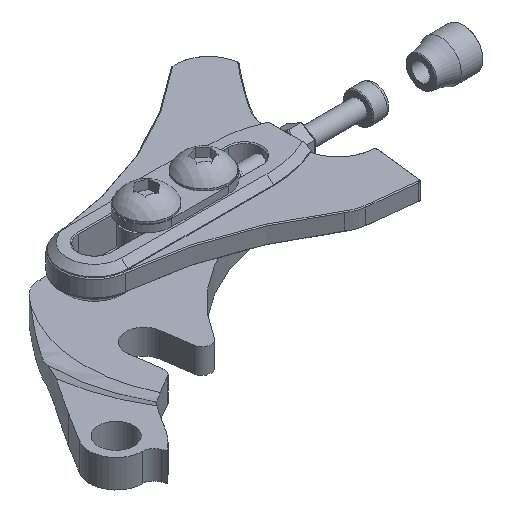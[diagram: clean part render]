
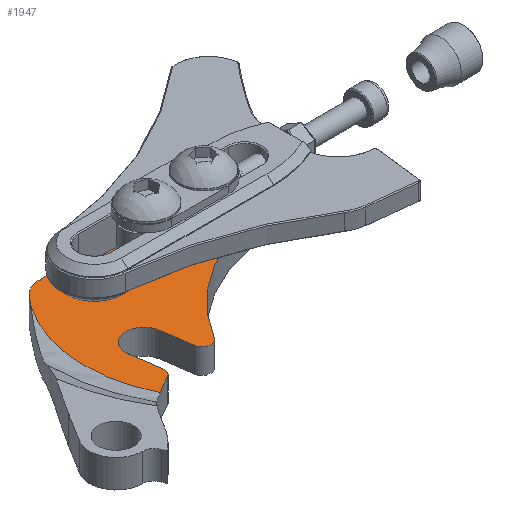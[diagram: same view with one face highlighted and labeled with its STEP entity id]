
A CAD part, isometric view. The second image highlights one B-rep face of the part: STEP entity #1947.
In plain terms, the highlighted planar face has unit normal (0, 0, 1).
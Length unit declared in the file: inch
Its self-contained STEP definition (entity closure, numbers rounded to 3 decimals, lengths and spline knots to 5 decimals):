
#69 = DIRECTION ( 'NONE',  ( 0., 0., 1. ) ) ;
#153 = DIRECTION ( 'NONE',  ( 1., 0., 0. ) ) ;
#176 = CARTESIAN_POINT ( 'NONE',  ( 5.3099, -2.87141, 0.27559 ) ) ;
#197 = PLANE ( 'NONE',  #5438 ) ;
#214 = VERTEX_POINT ( 'NONE', #2381 ) ;
#229 = VERTEX_POINT ( 'NONE', #2365 ) ;
#230 = VERTEX_POINT ( 'NONE', #2404 ) ;
#249 = VERTEX_POINT ( 'NONE', #2371 ) ;
#347 = CARTESIAN_POINT ( 'NONE',  ( 5.3099, -2.87141, 0.27559 ) ) ;
#393 = DIRECTION ( 'NONE',  ( 0., 0., -1. ) ) ;
#421 = ORIENTED_EDGE ( 'NONE', *, *, #2805, .T. ) ;
#429 = DIRECTION ( 'NONE',  ( 1., 0., 0. ) ) ;
#458 = CARTESIAN_POINT ( 'NONE',  ( 4.62131, -0.65214, 0.27559 ) ) ;
#463 = ORIENTED_EDGE ( 'NONE', *, *, #3001, .T. ) ;
#478 = DIRECTION ( 'NONE',  ( 0., 0., -1. ) ) ;
#490 = DIRECTION ( 'NONE',  ( 1., 0., 0. ) ) ;
#504 = ORIENTED_EDGE ( 'NONE', *, *, #2892, .T. ) ;
#640 = ORIENTED_EDGE ( 'NONE', *, *, #2968, .F. ) ;
#672 = ORIENTED_EDGE ( 'NONE', *, *, #2988, .F. ) ;
#681 = ORIENTED_EDGE ( 'NONE', *, *, #2938, .F. ) ;
#727 = ORIENTED_EDGE ( 'NONE', *, *, #2974, .F. ) ;
#1007 = CARTESIAN_POINT ( 'NONE',  ( 4.64889, 0.525, 0.27559 ) ) ;
#1009 = CARTESIAN_POINT ( 'NONE',  ( 6.31489, 0.047, 0.27559 ) ) ;
#1027 = CARTESIAN_POINT ( 'NONE',  ( 4.41814, -1.11648, 0.27559 ) ) ;
#1034 = CARTESIAN_POINT ( 'NONE',  ( 5.44889, 0.047, 0.27559 ) ) ;
#1054 = CARTESIAN_POINT ( 'NONE',  ( 4.4234, -0.681, 0.27559 ) ) ;
#1114 = ORIENTED_EDGE ( 'NONE', *, *, #2971, .T. ) ;
#1120 = ORIENTED_EDGE ( 'NONE', *, *, #3035, .T. ) ;
#1121 = ORIENTED_EDGE ( 'NONE', *, *, #2918, .T. ) ;
#1123 = ORIENTED_EDGE ( 'NONE', *, *, #2783, .T. ) ;
#1129 = ORIENTED_EDGE ( 'NONE', *, *, #2833, .T. ) ;
#1142 = ORIENTED_EDGE ( 'NONE', *, *, #2936, .T. ) ;
#1151 = ORIENTED_EDGE ( 'NONE', *, *, #2952, .T. ) ;
#1156 = ORIENTED_EDGE ( 'NONE', *, *, #2839, .T. ) ;
#1157 = ORIENTED_EDGE ( 'NONE', *, *, #2786, .T. ) ;
#1381 = VERTEX_POINT ( 'NONE', #1027 ) ;
#1394 = VERTEX_POINT ( 'NONE', #1054 ) ;
#1395 = VERTEX_POINT ( 'NONE', #1034 ) ;
#1401 = VERTEX_POINT ( 'NONE', #1009 ) ;
#1403 = VERTEX_POINT ( 'NONE', #1007 ) ;
#1444 = VERTEX_POINT ( 'NONE', #2696 ) ;
#1453 = VERTEX_POINT ( 'NONE', #2709 ) ;
#1505 = VERTEX_POINT ( 'NONE', #3569 ) ;
#1509 = VERTEX_POINT ( 'NONE', #3567 ) ;
#1516 = VERTEX_POINT ( 'NONE', #3572 ) ;
#1518 = VERTEX_POINT ( 'NONE', #3575 ) ;
#1622 = CARTESIAN_POINT ( 'NONE',  ( 4.41969, 0.41855, 0.27559 ) ) ;
#1668 = CARTESIAN_POINT ( 'NONE',  ( 4.36665, 0.35305, 0.27559 ) ) ;
#1686 = CARTESIAN_POINT ( 'NONE',  ( 4.34222, 0.31855, 0.27559 ) ) ;
#1693 = CARTESIAN_POINT ( 'NONE',  ( 4.39227, 0.38608, 0.27559 ) ) ;
#1757 = B_SPLINE_CURVE_WITH_KNOTS ( 'NONE', 3,
 ( #1622, #1693, #1668, #1686 ),
 .UNSPECIFIED., .F., .F.,
 ( 4, 4 ),
 ( 0., 0.07913 ),
 .UNSPECIFIED. ) ;
#1947 = ADVANCED_FACE ( 'NONE', ( #4993, #4477 ), #197, .T. ) ;
#2191 = CARTESIAN_POINT ( 'NONE',  ( 4.64889, 0.225, 0.27559 ) ) ;
#2196 = DIRECTION ( 'NONE',  ( 0., 0., 1. ) ) ;
#2203 = DIRECTION ( 'NONE',  ( 0., 0., 1. ) ) ;
#2205 = CARTESIAN_POINT ( 'NONE',  ( 5.44889, 0.403, 0.27559 ) ) ;
#2217 = DIRECTION ( 'NONE',  ( 1., 0., 0. ) ) ;
#2231 = DIRECTION ( 'NONE',  ( 1., 0., 0. ) ) ;
#2232 = DIRECTION ( 'NONE',  ( 1., 0., 0. ) ) ;
#2234 = DIRECTION ( 'NONE',  ( 1., 0., 0. ) ) ;
#2240 = DIRECTION ( 'NONE',  ( -1., 0., 0. ) ) ;
#2253 = CARTESIAN_POINT ( 'NONE',  ( 5.44889, 0.047, 0.27559 ) ) ;
#2284 = DIRECTION ( 'NONE',  ( 0.144, -0.99, 0. ) ) ;
#2287 = CARTESIAN_POINT ( 'NONE',  ( 4.86858, -0.96186, 0.27559 ) ) ;
#2304 = CARTESIAN_POINT ( 'NONE',  ( 4.37284, -1.02733, 0.27559 ) ) ;
#2351 = DIRECTION ( 'NONE',  ( 0., 0., 1. ) ) ;
#2352 = CARTESIAN_POINT ( 'NONE',  ( 6.31489, 0.225, 0.27559 ) ) ;
#2365 = CARTESIAN_POINT ( 'NONE',  ( 4.4718, -1.0129, 0.27559 ) ) ;
#2371 = CARTESIAN_POINT ( 'NONE',  ( 4.22763, -1.22712, 0.27559 ) ) ;
#2381 = CARTESIAN_POINT ( 'NONE',  ( 4.41969, 0.41855, 0.27559 ) ) ;
#2404 = CARTESIAN_POINT ( 'NONE',  ( 6.37385, -0.06915, 0.27559 ) ) ;
#2407 = CARTESIAN_POINT ( 'NONE',  ( 4.64889, 0.525, 0.27559 ) ) ;
#2415 = DIRECTION ( 'NONE',  ( -1., 0., 0. ) ) ;
#2470 = EDGE_LOOP ( 'NONE', ( #681, #672, #640, #727 ) ) ;
#2696 = CARTESIAN_POINT ( 'NONE',  ( 6.31489, 0.525, 0.27559 ) ) ;
#2709 = CARTESIAN_POINT ( 'NONE',  ( 4.81921, -0.62328, 0.27559 ) ) ;
#2783 = EDGE_CURVE ( 'NONE', #230, #1444, #4662, .T. ) ;
#2786 = EDGE_CURVE ( 'NONE', #229, #1394, #4850, .T. ) ;
#2805 = EDGE_CURVE ( 'NONE', #214, #1518, #1757, .T. ) ;
#2833 = EDGE_CURVE ( 'NONE', #249, #1381, #4278, .T. ) ;
#2839 = EDGE_CURVE ( 'NONE', #1394, #1453, #4647, .T. ) ;
#2892 = EDGE_CURVE ( 'NONE', #1518, #249, #4398, .T. ) ;
#2918 = EDGE_CURVE ( 'NONE', #1516, #230, #4526, .T. ) ;
#2936 = EDGE_CURVE ( 'NONE', #1505, #1516, #4350, .T. ) ;
#2938 = EDGE_CURVE ( 'NONE', #5825, #1395, #4894, .T. ) ;
#2952 = EDGE_CURVE ( 'NONE', #1453, #1505, #4609, .T. ) ;
#2968 = EDGE_CURVE ( 'NONE', #1401, #1509, #4546, .T. ) ;
#2971 = EDGE_CURVE ( 'NONE', #1381, #229, #4212, .T. ) ;
#2974 = EDGE_CURVE ( 'NONE', #1395, #1401, #4273, .T. ) ;
#2988 = EDGE_CURVE ( 'NONE', #1509, #5825, #4333, .T. ) ;
#3001 = EDGE_CURVE ( 'NONE', #1403, #214, #4252, .T. ) ;
#3035 = EDGE_CURVE ( 'NONE', #1444, #1403, #4431, .T. ) ;
#3261 = CARTESIAN_POINT ( 'NONE',  ( 4.96754, -0.94743, 0.27559 ) ) ;
#3303 = DIRECTION ( 'NONE',  ( 0., 0., 1. ) ) ;
#3325 = DIRECTION ( 'NONE',  ( 1., 0., 0. ) ) ;
#3336 = DIRECTION ( 'NONE',  ( 1., 0., 0. ) ) ;
#3337 = CARTESIAN_POINT ( 'NONE',  ( 6.7669, -2.03015, 0.27559 ) ) ;
#3345 = CARTESIAN_POINT ( 'NONE',  ( 5.56572, -0.54924, 0.27559 ) ) ;
#3365 = DIRECTION ( 'NONE',  ( 0., 0., 1. ) ) ;
#3380 = DIRECTION ( 'NONE',  ( 1., 0., 0. ) ) ;
#3383 = DIRECTION ( 'NONE',  ( 0., 0., 1. ) ) ;
#3404 = DIRECTION ( 'NONE',  ( 1., 0., 0. ) ) ;
#3430 = DIRECTION ( 'NONE',  ( 0., 0., -1. ) ) ;
#3438 = CARTESIAN_POINT ( 'NONE',  ( 5.44889, 0.225, 0.27559 ) ) ;
#3567 = CARTESIAN_POINT ( 'NONE',  ( 6.31489, 0.403, 0.27559 ) ) ;
#3569 = CARTESIAN_POINT ( 'NONE',  ( 4.86858, -0.96186, 0.27559 ) ) ;
#3572 = CARTESIAN_POINT ( 'NONE',  ( 5.05322, -0.99899, 0.27559 ) ) ;
#3575 = CARTESIAN_POINT ( 'NONE',  ( 4.34222, 0.31855, 0.27559 ) ) ;
#3943 = CARTESIAN_POINT ( 'NONE',  ( 5.44889, 0.403, 0.27559 ) ) ;
#4212 = CIRCLE ( 'NONE', #5219, 0.1 ) ;
#4219 = VECTOR ( 'NONE', #2240, 39.37008 ) ;
#4252 = CIRCLE ( 'NONE', #5233, 0.3 ) ;
#4273 = LINE ( 'NONE', #2253, #4560 ) ;
#4278 = CIRCLE ( 'NONE', #5164, 1.9685 ) ;
#4317 = VECTOR ( 'NONE', #2284, 39.37008 ) ;
#4333 = LINE ( 'NONE', #2205, #4219 ) ;
#4350 = CIRCLE ( 'NONE', #5207, 0.1 ) ;
#4398 = CIRCLE ( 'NONE', #5188, 1.5 ) ;
#4431 = LINE ( 'NONE', #2407, #4802 ) ;
#4477 = FACE_OUTER_BOUND ( 'NONE', #5827, .T. ) ;
#4526 = CIRCLE ( 'NONE', #5199, 2. ) ;
#4546 = CIRCLE ( 'NONE', #5218, 0.178 ) ;
#4560 = VECTOR ( 'NONE', #2231, 39.37008 ) ;
#4609 = LINE ( 'NONE', #2287, #4317 ) ;
#4647 = CIRCLE ( 'NONE', #5167, 0.2 ) ;
#4662 = CIRCLE ( 'NONE', #5139, 0.3 ) ;
#4802 = VECTOR ( 'NONE', #2415, 39.37008 ) ;
#4836 = VECTOR ( 'NONE', #5983, 39.37008 ) ;
#4850 = LINE ( 'NONE', #5979, #4836 ) ;
#4894 = CIRCLE ( 'NONE', #5208, 0.178 ) ;
#4993 = FACE_BOUND ( 'NONE', #2470, .T. ) ;
#5139 = AXIS2_PLACEMENT_3D ( 'NONE', #5981, #5925, #5980 ) ;
#5164 = AXIS2_PLACEMENT_3D ( 'NONE', #347, #478, #429 ) ;
#5167 = AXIS2_PLACEMENT_3D ( 'NONE', #458, #393, #490 ) ;
#5188 = AXIS2_PLACEMENT_3D ( 'NONE', #3345, #3365, #3380 ) ;
#5199 = AXIS2_PLACEMENT_3D ( 'NONE', #3337, #3430, #3336 ) ;
#5207 = AXIS2_PLACEMENT_3D ( 'NONE', #3261, #3383, #3404 ) ;
#5208 = AXIS2_PLACEMENT_3D ( 'NONE', #3438, #3303, #3325 ) ;
#5218 = AXIS2_PLACEMENT_3D ( 'NONE', #2352, #2203, #2234 ) ;
#5219 = AXIS2_PLACEMENT_3D ( 'NONE', #2304, #2196, #2232 ) ;
#5233 = AXIS2_PLACEMENT_3D ( 'NONE', #2191, #2351, #2217 ) ;
#5438 = AXIS2_PLACEMENT_3D ( 'NONE', #176, #69, #153 ) ;
#5825 = VERTEX_POINT ( 'NONE', #3943 ) ;
#5827 = EDGE_LOOP ( 'NONE', ( #463, #421, #504, #1129, #1114, #1157, #1156, #1151, #1142, #1121, #1123, #1120 ) ) ;
#5925 = DIRECTION ( 'NONE',  ( 0., 0., 1. ) ) ;
#5979 = CARTESIAN_POINT ( 'NONE',  ( 4.4234, -0.681, 0.27559 ) ) ;
#5980 = DIRECTION ( 'NONE',  ( 1., 0., 0. ) ) ;
#5981 = CARTESIAN_POINT ( 'NONE',  ( 6.31489, 0.225, 0.27559 ) ) ;
#5983 = DIRECTION ( 'NONE',  ( -0.144, 0.99, 0. ) ) ;
